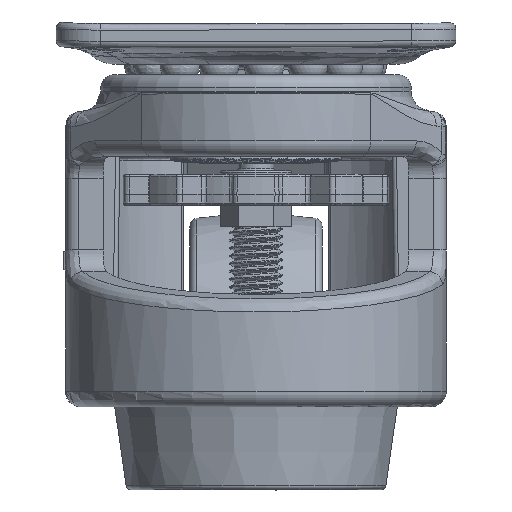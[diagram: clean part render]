
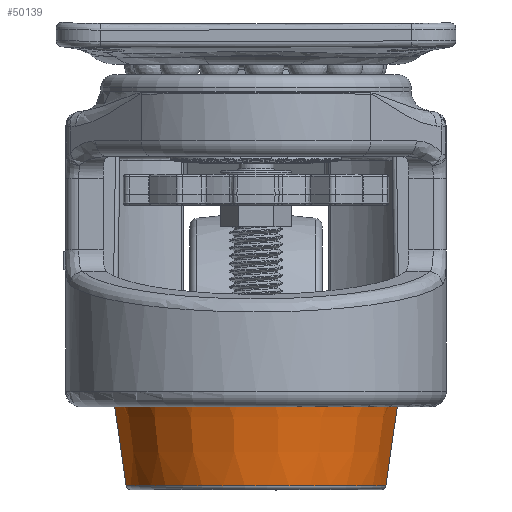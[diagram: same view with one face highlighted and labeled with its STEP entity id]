
A CAD part, front view. The second image highlights one B-rep face of the part: STEP entity #50139.
In plain terms, the highlighted conical face has half-angle 8.5 degrees and reference radius 30.794 mm.
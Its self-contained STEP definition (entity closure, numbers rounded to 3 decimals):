
#3410=B_SPLINE_CURVE_WITH_KNOTS('',3,(#131997,#131998,#131999,#132000,#132001,
#132002,#132003,#132004,#132005,#132006),.UNSPECIFIED.,.F.,.F.,(4,3,3,4),
(0.,0.085,0.425,1.),.UNSPECIFIED.);
#3411=B_SPLINE_CURVE_WITH_KNOTS('',3,(#132010,#132011,#132012,#132013,#132014,
#132015,#132016,#132017,#132018,#132019),.UNSPECIFIED.,.F.,.F.,(4,3,3,4),
(0.,0.085,0.425,1.),.UNSPECIFIED.);
#4080=CONICAL_SURFACE('',#54883,30.794,0.148);
#12778=FACE_OUTER_BOUND('',#16214,.T.);
#16214=EDGE_LOOP('',(#26695,#26696,#26697,#26698));
#26695=ORIENTED_EDGE('',*,*,#37228,.T.);
#26696=ORIENTED_EDGE('',*,*,#37229,.T.);
#26697=ORIENTED_EDGE('',*,*,#37230,.F.);
#26698=ORIENTED_EDGE('',*,*,#37231,.T.);
#37228=EDGE_CURVE('',#42923,#42924,#3410,.T.);
#37229=EDGE_CURVE('',#42924,#42925,#46649,.T.);
#37230=EDGE_CURVE('',#42926,#42925,#3411,.T.);
#37231=EDGE_CURVE('',#42926,#42923,#46650,.T.);
#42923=VERTEX_POINT('',#131995);
#42924=VERTEX_POINT('',#131996);
#42925=VERTEX_POINT('',#132007);
#42926=VERTEX_POINT('',#132009);
#46649=CIRCLE('',#54884,29.547);
#46650=CIRCLE('',#54885,33.024);
#50139=ADVANCED_FACE('',(#12778),#4080,.T.);
#54883=AXIS2_PLACEMENT_3D('',#131994,#65224,#65225);
#54884=AXIS2_PLACEMENT_3D('',#132008,#65226,#65227);
#54885=AXIS2_PLACEMENT_3D('',#132020,#65228,#65229);
#65224=DIRECTION('center_axis',(0.,0.,1.));
#65225=DIRECTION('ref_axis',(1.,0.,0.));
#65226=DIRECTION('center_axis',(0.,0.,1.));
#65227=DIRECTION('ref_axis',(-1.,0.,0.));
#65228=DIRECTION('center_axis',(0.,0.,-1.));
#65229=DIRECTION('ref_axis',(1.,0.,0.));
#131994=CARTESIAN_POINT('Origin',(25.908,-183.866,-84.476));
#131995=CARTESIAN_POINT('',(-6.764,-188.673,-69.556));
#131996=CARTESIAN_POINT('',(-3.395,-187.651,-92.824));
#131997=CARTESIAN_POINT('Ctrl Pts',(-6.764,-188.673,
-69.556));
#131998=CARTESIAN_POINT('Ctrl Pts',(-6.669,-188.644,
-70.215));
#131999=CARTESIAN_POINT('Ctrl Pts',(-6.574,-188.615,
-70.874));
#132000=CARTESIAN_POINT('Ctrl Pts',(-6.478,-188.587,
-71.533));
#132001=CARTESIAN_POINT('Ctrl Pts',(-6.097,-188.471,
-74.17));
#132002=CARTESIAN_POINT('Ctrl Pts',(-5.716,-188.355,
-76.807));
#132003=CARTESIAN_POINT('Ctrl Pts',(-5.334,-188.24,
-79.443));
#132004=CARTESIAN_POINT('Ctrl Pts',(-4.688,-188.044,
-83.904));
#132005=CARTESIAN_POINT('Ctrl Pts',(-4.042,-187.847,
-88.364));
#132006=CARTESIAN_POINT('Ctrl Pts',(-3.395,-187.651,
-92.824));
#132007=CARTESIAN_POINT('',(55.211,-187.651,-92.824));
#132008=CARTESIAN_POINT('Origin',(25.908,-183.866,-92.824));
#132009=CARTESIAN_POINT('',(58.58,-188.673,-69.556));
#132010=CARTESIAN_POINT('Ctrl Pts',(58.58,-188.673,
-69.556));
#132011=CARTESIAN_POINT('Ctrl Pts',(58.485,-188.644,-70.215));
#132012=CARTESIAN_POINT('Ctrl Pts',(58.39,-188.615,
-70.874));
#132013=CARTESIAN_POINT('Ctrl Pts',(58.294,-188.587,
-71.533));
#132014=CARTESIAN_POINT('Ctrl Pts',(57.913,-188.471,
-74.17));
#132015=CARTESIAN_POINT('Ctrl Pts',(57.531,-188.355,
-76.807));
#132016=CARTESIAN_POINT('Ctrl Pts',(57.15,-188.24,
-79.443));
#132017=CARTESIAN_POINT('Ctrl Pts',(56.504,-188.044,
-83.904));
#132018=CARTESIAN_POINT('Ctrl Pts',(55.858,-187.847,
-88.364));
#132019=CARTESIAN_POINT('Ctrl Pts',(55.211,-187.651,
-92.824));
#132020=CARTESIAN_POINT('Origin',(25.908,-183.866,-69.556));
